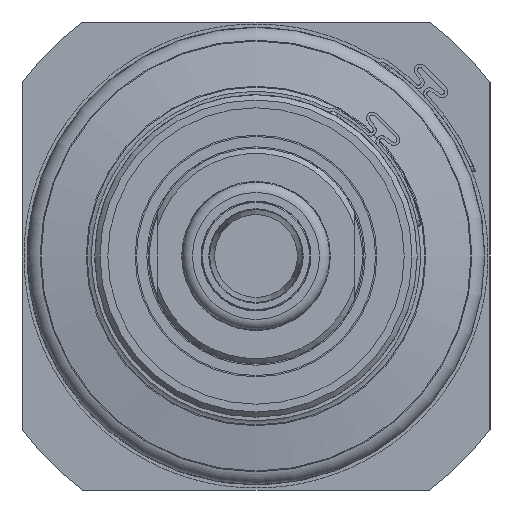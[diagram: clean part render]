
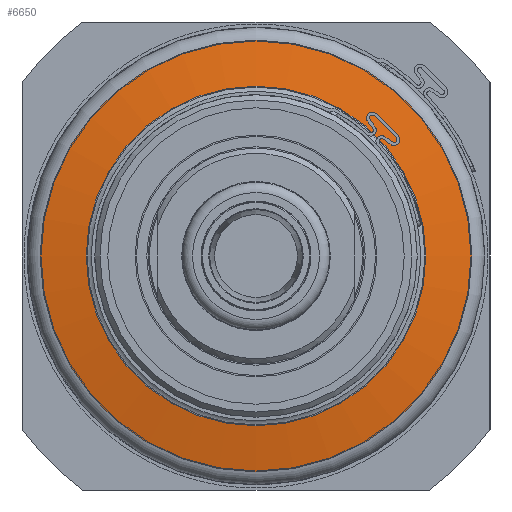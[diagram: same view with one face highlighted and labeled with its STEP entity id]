
A CAD part, left-side view. The second image highlights one B-rep face of the part: STEP entity #6650.
In plain terms, the highlighted conical face has half-angle 80 degrees and reference radius 37.087 mm.
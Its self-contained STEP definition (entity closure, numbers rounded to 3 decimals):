
#470=CONICAL_SURFACE('',#7266,37.087,1.396);
#631=FACE_OUTER_BOUND('',#1045,.T.);
#1045=EDGE_LOOP('',(#4708,#4709,#4710,#4711,#4712,#4713));
#1436=LINE('',#10845,#1830);
#1830=VECTOR('',#8500,37.087);
#2301=CIRCLE('',#7264,41.521);
#2302=CIRCLE('',#7265,41.521);
#2303=CIRCLE('',#7267,32.653);
#2304=CIRCLE('',#7268,32.653);
#2781=VERTEX_POINT('',#10838);
#2782=VERTEX_POINT('',#10840);
#2783=VERTEX_POINT('',#10844);
#2784=VERTEX_POINT('',#10846);
#3501=EDGE_CURVE('',#2781,#2782,#2301,.T.);
#3502=EDGE_CURVE('',#2782,#2781,#2302,.T.);
#3503=EDGE_CURVE('',#2782,#2783,#1436,.T.);
#3504=EDGE_CURVE('',#2783,#2784,#2303,.T.);
#3505=EDGE_CURVE('',#2784,#2783,#2304,.T.);
#4708=ORIENTED_EDGE('',*,*,#3502,.F.);
#4709=ORIENTED_EDGE('',*,*,#3503,.T.);
#4710=ORIENTED_EDGE('',*,*,#3504,.T.);
#4711=ORIENTED_EDGE('',*,*,#3505,.T.);
#4712=ORIENTED_EDGE('',*,*,#3503,.F.);
#4713=ORIENTED_EDGE('',*,*,#3501,.F.);
#6650=ADVANCED_FACE('',(#631),#470,.T.);
#7264=AXIS2_PLACEMENT_3D('',#10841,#8494,#8495);
#7265=AXIS2_PLACEMENT_3D('',#10842,#8496,#8497);
#7266=AXIS2_PLACEMENT_3D('',#10843,#8498,#8499);
#7267=AXIS2_PLACEMENT_3D('',#10847,#8501,#8502);
#7268=AXIS2_PLACEMENT_3D('',#10848,#8503,#8504);
#8494=DIRECTION('center_axis',(1.,0.,0.));
#8495=DIRECTION('ref_axis',(0.,0.,-1.));
#8496=DIRECTION('center_axis',(1.,0.,0.));
#8497=DIRECTION('ref_axis',(0.,0.,-1.));
#8498=DIRECTION('center_axis',(1.,0.,0.));
#8499=DIRECTION('ref_axis',(0.,1.,0.));
#8500=DIRECTION('',(-0.174,0.985,0.));
#8501=DIRECTION('center_axis',(1.,0.,0.));
#8502=DIRECTION('ref_axis',(0.,0.,-1.));
#8503=DIRECTION('center_axis',(1.,0.,0.));
#8504=DIRECTION('ref_axis',(0.,0.,-1.));
#10838=CARTESIAN_POINT('',(54.57,0.,41.521));
#10840=CARTESIAN_POINT('',(54.57,-41.521,0.));
#10841=CARTESIAN_POINT('Origin',(54.57,0.,
0.));
#10842=CARTESIAN_POINT('Origin',(54.57,0.,
0.));
#10843=CARTESIAN_POINT('Origin',(53.788,0.,0.));
#10844=CARTESIAN_POINT('',(53.006,-32.653,0.));
#10845=CARTESIAN_POINT('',(53.788,-37.087,0.));
#10846=CARTESIAN_POINT('',(53.006,0.,32.653));
#10847=CARTESIAN_POINT('Origin',(53.006,0.,
0.));
#10848=CARTESIAN_POINT('Origin',(53.006,0.,
0.));
